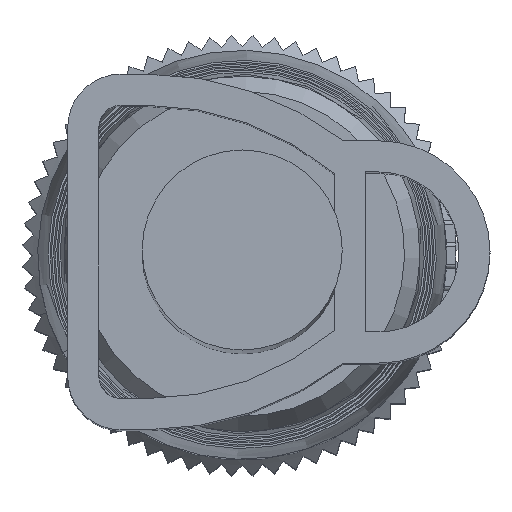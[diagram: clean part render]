
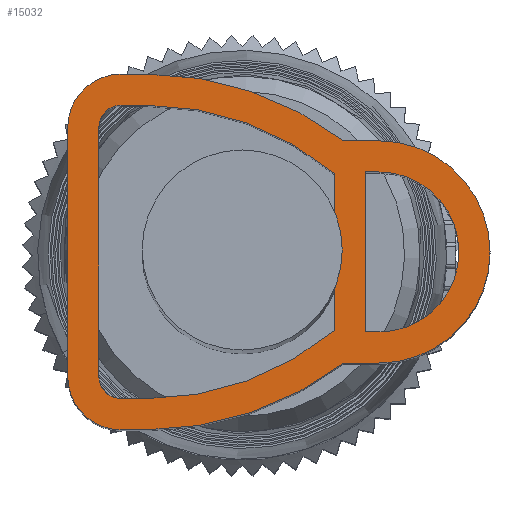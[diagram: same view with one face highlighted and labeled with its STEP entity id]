
A CAD part, top view. The second image highlights one B-rep face of the part: STEP entity #15032.
In plain terms, the highlighted planar face has unit normal (0, 0, 1).
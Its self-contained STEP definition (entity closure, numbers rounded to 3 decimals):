
#14766=AXIS2_PLACEMENT_3D('Circle Axis2P3D',#14764,#14765,$) ;
#14814=AXIS2_PLACEMENT_3D('Circle Axis2P3D',#14812,#14813,$) ;
#14862=AXIS2_PLACEMENT_3D('Circle Axis2P3D',#14860,#14861,$) ;
#14899=AXIS2_PLACEMENT_3D('Plane Axis2P3D',#14896,#14897,#14898) ;
#14903=AXIS2_PLACEMENT_3D('Circle Axis2P3D',#14901,#14902,$) ;
#14917=AXIS2_PLACEMENT_3D('Circle Axis2P3D',#14915,#14916,$) ;
#14934=AXIS2_PLACEMENT_3D('Circle Axis2P3D',#14932,#14933,$) ;
#14977=AXIS2_PLACEMENT_3D('Circle Axis2P3D',#14975,#14976,$) ;
#14991=AXIS2_PLACEMENT_3D('Circle Axis2P3D',#14989,#14990,$) ;
#15005=AXIS2_PLACEMENT_3D('Circle Axis2P3D',#15003,#15004,$) ;
#15019=AXIS2_PLACEMENT_3D('Circle Axis2P3D',#15017,#15018,$) ;
#14730=CARTESIAN_POINT('Vertex',(7.228,2.453,56.4)) ;
#14737=CARTESIAN_POINT('Vertex',(8.028,2.453,56.4)) ;
#14740=CARTESIAN_POINT('Line Origine',(7.628,2.453,56.4)) ;
#14761=CARTESIAN_POINT('Vertex',(2.809,0.953,56.4)) ;
#14764=CARTESIAN_POINT('Axis2P3D Location',(2.809,8.211,56.4)) ;
#14785=CARTESIAN_POINT('Vertex',(2.228,0.953,56.4)) ;
#14788=CARTESIAN_POINT('Line Origine',(2.519,0.953,56.4)) ;
#14809=CARTESIAN_POINT('Vertex',(1.028,2.153,56.4)) ;
#14812=CARTESIAN_POINT('Axis2P3D Location',(2.228,2.153,56.4)) ;
#14833=CARTESIAN_POINT('Vertex',(1.028,7.753,56.4)) ;
#14836=CARTESIAN_POINT('Line Origine',(1.028,4.953,56.4)) ;
#14857=CARTESIAN_POINT('Vertex',(2.228,8.953,56.4)) ;
#14860=CARTESIAN_POINT('Axis2P3D Location',(2.228,7.753,56.4)) ;
#14877=CARTESIAN_POINT('Line Origine',(2.519,8.953,56.4)) ;
#14881=CARTESIAN_POINT('Vertex',(2.809,8.953,56.4)) ;
#14896=CARTESIAN_POINT('Axis2P3D Location',(7.728,4.953,56.4)) ;
#14901=CARTESIAN_POINT('Axis2P3D Location',(8.028,4.953,56.4)) ;
#14905=CARTESIAN_POINT('Vertex',(8.028,7.453,56.4)) ;
#14908=CARTESIAN_POINT('Line Origine',(7.628,7.453,56.4)) ;
#14912=CARTESIAN_POINT('Vertex',(7.228,7.453,56.4)) ;
#14915=CARTESIAN_POINT('Axis2P3D Location',(2.809,1.695,56.4)) ;
#14932=CARTESIAN_POINT('Axis2P3D Location',(8.028,4.953,56.4)) ;
#14936=CARTESIAN_POINT('Vertex',(8.028,3.153,56.4)) ;
#14938=CARTESIAN_POINT('Vertex',(8.028,6.753,56.4)) ;
#14941=CARTESIAN_POINT('Line Origine',(7.878,3.153,56.4)) ;
#14945=CARTESIAN_POINT('Vertex',(7.728,3.153,56.4)) ;
#14948=CARTESIAN_POINT('Line Origine',(7.728,4.953,56.4)) ;
#14952=CARTESIAN_POINT('Vertex',(7.728,6.753,56.4)) ;
#14955=CARTESIAN_POINT('Line Origine',(7.878,6.753,56.4)) ;
#14966=CARTESIAN_POINT('Line Origine',(7.028,4.953,56.4)) ;
#14970=CARTESIAN_POINT('Vertex',(7.028,6.716,56.4)) ;
#14972=CARTESIAN_POINT('Vertex',(7.028,3.191,56.4)) ;
#14975=CARTESIAN_POINT('Axis2P3D Location',(2.809,8.211,56.4)) ;
#14979=CARTESIAN_POINT('Vertex',(2.809,1.653,56.4)) ;
#14982=CARTESIAN_POINT('Line Origine',(2.519,1.653,56.4)) ;
#14986=CARTESIAN_POINT('Vertex',(2.228,1.653,56.4)) ;
#14989=CARTESIAN_POINT('Axis2P3D Location',(2.228,2.153,56.4)) ;
#14993=CARTESIAN_POINT('Vertex',(1.728,2.153,56.4)) ;
#14996=CARTESIAN_POINT('Line Origine',(1.728,4.953,56.4)) ;
#15000=CARTESIAN_POINT('Vertex',(1.728,7.753,56.4)) ;
#15003=CARTESIAN_POINT('Axis2P3D Location',(2.228,7.753,56.4)) ;
#15007=CARTESIAN_POINT('Vertex',(2.228,8.253,56.4)) ;
#15010=CARTESIAN_POINT('Line Origine',(2.519,8.253,56.4)) ;
#15014=CARTESIAN_POINT('Vertex',(2.809,8.253,56.4)) ;
#15017=CARTESIAN_POINT('Axis2P3D Location',(2.809,1.695,56.4)) ;
#14741=DIRECTION('Vector Direction',(1.,0.,0.)) ;
#14765=DIRECTION('Axis2P3D Direction',(0.,0.,1.)) ;
#14789=DIRECTION('Vector Direction',(1.,0.,0.)) ;
#14813=DIRECTION('Axis2P3D Direction',(0.,0.,1.)) ;
#14837=DIRECTION('Vector Direction',(0.,-1.,0.)) ;
#14861=DIRECTION('Axis2P3D Direction',(0.,0.,1.)) ;
#14878=DIRECTION('Vector Direction',(1.,0.,0.)) ;
#14897=DIRECTION('Axis2P3D Direction',(0.,0.,1.)) ;
#14898=DIRECTION('Axis2P3D XDirection',(0.,-1.,0.)) ;
#14902=DIRECTION('Axis2P3D Direction',(0.,0.,1.)) ;
#14909=DIRECTION('Vector Direction',(1.,0.,0.)) ;
#14916=DIRECTION('Axis2P3D Direction',(0.,0.,1.)) ;
#14933=DIRECTION('Axis2P3D Direction',(0.,0.,1.)) ;
#14942=DIRECTION('Vector Direction',(1.,0.,0.)) ;
#14949=DIRECTION('Vector Direction',(0.,1.,0.)) ;
#14956=DIRECTION('Vector Direction',(-1.,0.,0.)) ;
#14967=DIRECTION('Vector Direction',(0.,-1.,0.)) ;
#14976=DIRECTION('Axis2P3D Direction',(0.,0.,1.)) ;
#14983=DIRECTION('Vector Direction',(1.,0.,0.)) ;
#14990=DIRECTION('Axis2P3D Direction',(0.,0.,1.)) ;
#14997=DIRECTION('Vector Direction',(0.,-1.,0.)) ;
#15004=DIRECTION('Axis2P3D Direction',(0.,0.,1.)) ;
#15011=DIRECTION('Vector Direction',(1.,0.,0.)) ;
#15018=DIRECTION('Axis2P3D Direction',(0.,0.,1.)) ;
#14742=VECTOR('Line Direction',#14741,1.) ;
#14790=VECTOR('Line Direction',#14789,1.) ;
#14838=VECTOR('Line Direction',#14837,1.) ;
#14879=VECTOR('Line Direction',#14878,1.) ;
#14910=VECTOR('Line Direction',#14909,1.) ;
#14943=VECTOR('Line Direction',#14942,1.) ;
#14950=VECTOR('Line Direction',#14949,1.) ;
#14957=VECTOR('Line Direction',#14956,1.) ;
#14968=VECTOR('Line Direction',#14967,1.) ;
#14984=VECTOR('Line Direction',#14983,1.) ;
#14998=VECTOR('Line Direction',#14997,1.) ;
#15012=VECTOR('Line Direction',#15011,1.) ;
#14921=ORIENTED_EDGE('',*,*,#14768,.T.) ;
#14922=ORIENTED_EDGE('',*,*,#14744,.T.) ;
#14923=ORIENTED_EDGE('',*,*,#14907,.T.) ;
#14924=ORIENTED_EDGE('',*,*,#14914,.F.) ;
#14925=ORIENTED_EDGE('',*,*,#14919,.T.) ;
#14926=ORIENTED_EDGE('',*,*,#14883,.F.) ;
#14927=ORIENTED_EDGE('',*,*,#14864,.T.) ;
#14928=ORIENTED_EDGE('',*,*,#14840,.T.) ;
#14929=ORIENTED_EDGE('',*,*,#14816,.T.) ;
#14930=ORIENTED_EDGE('',*,*,#14792,.T.) ;
#14961=ORIENTED_EDGE('',*,*,#14940,.F.) ;
#14962=ORIENTED_EDGE('',*,*,#14947,.F.) ;
#14963=ORIENTED_EDGE('',*,*,#14954,.T.) ;
#14964=ORIENTED_EDGE('',*,*,#14959,.F.) ;
#15023=ORIENTED_EDGE('',*,*,#14974,.T.) ;
#15024=ORIENTED_EDGE('',*,*,#14981,.F.) ;
#15025=ORIENTED_EDGE('',*,*,#14988,.F.) ;
#15026=ORIENTED_EDGE('',*,*,#14995,.F.) ;
#15027=ORIENTED_EDGE('',*,*,#15002,.F.) ;
#15028=ORIENTED_EDGE('',*,*,#15009,.F.) ;
#15029=ORIENTED_EDGE('',*,*,#15016,.T.) ;
#15030=ORIENTED_EDGE('',*,*,#15021,.F.) ;
#14965=FACE_BOUND('',#14960,.T.) ;
#15031=FACE_BOUND('',#15022,.T.) ;
#15032=ADVANCED_FACE('Hauptkoerper',(#14931,#14965,#15031),#14900,.T.) ;
#14767=CIRCLE('generated circle',#14766,7.258) ;
#14815=CIRCLE('generated circle',#14814,1.2) ;
#14863=CIRCLE('generated circle',#14862,1.2) ;
#14904=CIRCLE('generated circle',#14903,2.5) ;
#14918=CIRCLE('generated circle',#14917,7.258) ;
#14935=CIRCLE('generated circle',#14934,1.8) ;
#14978=CIRCLE('generated circle',#14977,6.558) ;
#14992=CIRCLE('generated circle',#14991,0.5) ;
#15006=CIRCLE('generated circle',#15005,0.5) ;
#15020=CIRCLE('generated circle',#15019,6.558) ;
#14744=EDGE_CURVE('',#14731,#14738,#14743,.T.) ;
#14768=EDGE_CURVE('',#14762,#14731,#14767,.T.) ;
#14792=EDGE_CURVE('',#14786,#14762,#14791,.T.) ;
#14816=EDGE_CURVE('',#14810,#14786,#14815,.T.) ;
#14840=EDGE_CURVE('',#14834,#14810,#14839,.T.) ;
#14864=EDGE_CURVE('',#14858,#14834,#14863,.T.) ;
#14883=EDGE_CURVE('',#14858,#14882,#14880,.T.) ;
#14907=EDGE_CURVE('',#14738,#14906,#14904,.T.) ;
#14914=EDGE_CURVE('',#14913,#14906,#14911,.T.) ;
#14919=EDGE_CURVE('',#14913,#14882,#14918,.T.) ;
#14940=EDGE_CURVE('',#14937,#14939,#14935,.T.) ;
#14947=EDGE_CURVE('',#14946,#14937,#14944,.T.) ;
#14954=EDGE_CURVE('',#14946,#14953,#14951,.T.) ;
#14959=EDGE_CURVE('',#14939,#14953,#14958,.T.) ;
#14974=EDGE_CURVE('',#14971,#14973,#14969,.T.) ;
#14981=EDGE_CURVE('',#14980,#14973,#14978,.T.) ;
#14988=EDGE_CURVE('',#14987,#14980,#14985,.T.) ;
#14995=EDGE_CURVE('',#14994,#14987,#14992,.T.) ;
#15002=EDGE_CURVE('',#15001,#14994,#14999,.T.) ;
#15009=EDGE_CURVE('',#15008,#15001,#15006,.T.) ;
#15016=EDGE_CURVE('',#15008,#15015,#15013,.T.) ;
#15021=EDGE_CURVE('',#14971,#15015,#15020,.T.) ;
#14920=EDGE_LOOP('',(#14921,#14922,#14923,#14924,#14925,#14926,#14927,#14928,#14929,#14930)) ;
#14960=EDGE_LOOP('',(#14961,#14962,#14963,#14964)) ;
#15022=EDGE_LOOP('',(#15023,#15024,#15025,#15026,#15027,#15028,#15029,#15030)) ;
#14931=FACE_OUTER_BOUND('',#14920,.T.) ;
#14743=LINE('Line',#14740,#14742) ;
#14791=LINE('Line',#14788,#14790) ;
#14839=LINE('Line',#14836,#14838) ;
#14880=LINE('Line',#14877,#14879) ;
#14911=LINE('Line',#14908,#14910) ;
#14944=LINE('Line',#14941,#14943) ;
#14951=LINE('Line',#14948,#14950) ;
#14958=LINE('Line',#14955,#14957) ;
#14969=LINE('Line',#14966,#14968) ;
#14985=LINE('Line',#14982,#14984) ;
#14999=LINE('Line',#14996,#14998) ;
#15013=LINE('Line',#15010,#15012) ;
#14900=PLANE('',#14899) ;
#14731=VERTEX_POINT('',#14730) ;
#14738=VERTEX_POINT('',#14737) ;
#14762=VERTEX_POINT('',#14761) ;
#14786=VERTEX_POINT('',#14785) ;
#14810=VERTEX_POINT('',#14809) ;
#14834=VERTEX_POINT('',#14833) ;
#14858=VERTEX_POINT('',#14857) ;
#14882=VERTEX_POINT('',#14881) ;
#14906=VERTEX_POINT('',#14905) ;
#14913=VERTEX_POINT('',#14912) ;
#14937=VERTEX_POINT('',#14936) ;
#14939=VERTEX_POINT('',#14938) ;
#14946=VERTEX_POINT('',#14945) ;
#14953=VERTEX_POINT('',#14952) ;
#14971=VERTEX_POINT('',#14970) ;
#14973=VERTEX_POINT('',#14972) ;
#14980=VERTEX_POINT('',#14979) ;
#14987=VERTEX_POINT('',#14986) ;
#14994=VERTEX_POINT('',#14993) ;
#15001=VERTEX_POINT('',#15000) ;
#15008=VERTEX_POINT('',#15007) ;
#15015=VERTEX_POINT('',#15014) ;
